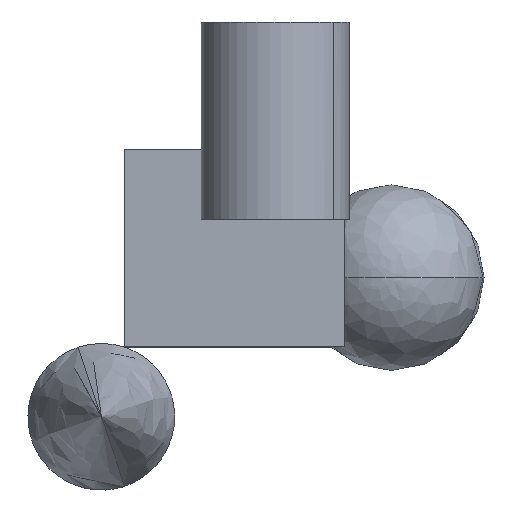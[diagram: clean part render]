
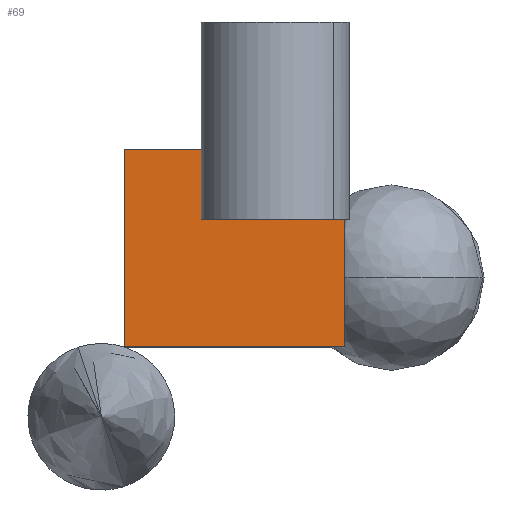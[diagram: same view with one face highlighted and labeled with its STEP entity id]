
A CAD part, top view. The second image highlights one B-rep face of the part: STEP entity #69.
In plain terms, the highlighted free-form (B-spline) face has degree [1, 1] with [2, 2] control points.
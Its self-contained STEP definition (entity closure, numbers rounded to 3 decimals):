
#69=ADVANCED_FACE('',(#84),#389,.T.);
#84=FACE_OUTER_BOUND('',#99,.T.);
#99=EDGE_LOOP('',(#138,#139,#140,#141));
#138=ORIENTED_EDGE('',*,*,#308,.T.);
#139=ORIENTED_EDGE('',*,*,#301,.F.);
#140=ORIENTED_EDGE('',*,*,#309,.T.);
#141=ORIENTED_EDGE('',*,*,#306,.F.);
#193=PCURVE('',#386,#241);
#199=PCURVE('',#388,#247);
#202=PCURVE('',#389,#250);
#203=PCURVE('',#389,#251);
#204=PCURVE('',#389,#252);
#205=PCURVE('',#389,#253);
#206=PCURVE('',#390,#254);
#213=PCURVE('',#391,#261);
#241=DEFINITIONAL_REPRESENTATION('',(#337),#754);
#247=DEFINITIONAL_REPRESENTATION('',(#348),#754);
#250=DEFINITIONAL_REPRESENTATION('',(#353),#754);
#251=DEFINITIONAL_REPRESENTATION('',(#354),#754);
#252=DEFINITIONAL_REPRESENTATION('',(#356),#754);
#253=DEFINITIONAL_REPRESENTATION('',(#357),#754);
#254=DEFINITIONAL_REPRESENTATION('',(#358),#754);
#261=DEFINITIONAL_REPRESENTATION('',(#365),#754);
#277=SURFACE_CURVE('',#336,(#193,#203),.PCURVE_S1.);
#282=SURFACE_CURVE('',#347,(#199,#205),.PCURVE_S1.);
#284=SURFACE_CURVE('',#352,(#202,#206),.PCURVE_S1.);
#285=SURFACE_CURVE('',#355,(#204,#213),.PCURVE_S1.);
#301=EDGE_CURVE('',#378,#375,#277,.T.);
#306=EDGE_CURVE('',#381,#382,#282,.T.);
#308=EDGE_CURVE('',#381,#375,#284,.T.);
#309=EDGE_CURVE('',#378,#382,#285,.T.);
#336=B_SPLINE_CURVE_WITH_KNOTS('',1,(#693,#694),.UNSPECIFIED.,.F.,.F.,(2,
2),(-17.,0.),.UNSPECIFIED.);
#337=B_SPLINE_CURVE_WITH_KNOTS('',1,(#695,#696),.UNSPECIFIED.,.F.,.F.,(2,
2),(-17.,0.),.UNSPECIFIED.);
#347=B_SPLINE_CURVE_WITH_KNOTS('',1,(#715,#716),.UNSPECIFIED.,.F.,.F.,(2,
2),(0.,17.),.UNSPECIFIED.);
#348=B_SPLINE_CURVE_WITH_KNOTS('',1,(#717,#718),.UNSPECIFIED.,.F.,.F.,(2,
2),(0.,17.),.UNSPECIFIED.);
#352=B_SPLINE_CURVE_WITH_KNOTS('',1,(#725,#726),.UNSPECIFIED.,.F.,.F.,(2,
2),(39.,58.),.UNSPECIFIED.);
#353=B_SPLINE_CURVE_WITH_KNOTS('',1,(#727,#728),.UNSPECIFIED.,.F.,.F.,(2,
2),(39.,58.),.UNSPECIFIED.);
#354=B_SPLINE_CURVE_WITH_KNOTS('',1,(#729,#730),.UNSPECIFIED.,.F.,.F.,(2,
2),(-17.,0.),.UNSPECIFIED.);
#355=B_SPLINE_CURVE_WITH_KNOTS('',1,(#731,#732),.UNSPECIFIED.,.F.,.F.,(2,
2),(-58.,-39.),.UNSPECIFIED.);
#356=B_SPLINE_CURVE_WITH_KNOTS('',1,(#733,#734),.UNSPECIFIED.,.F.,.F.,(2,
2),(-58.,-39.),.UNSPECIFIED.);
#357=B_SPLINE_CURVE_WITH_KNOTS('',1,(#735,#736),.UNSPECIFIED.,.F.,.F.,(2,
2),(0.,17.),.UNSPECIFIED.);
#358=B_SPLINE_CURVE_WITH_KNOTS('',1,(#737,#738),.UNSPECIFIED.,.F.,.F.,(2,
2),(39.,58.),.UNSPECIFIED.);
#365=B_SPLINE_CURVE_WITH_KNOTS('',1,(#751,#752),.UNSPECIFIED.,.F.,.F.,(2,
2),(-58.,-39.),.UNSPECIFIED.);
#375=VERTEX_POINT('',#673);
#378=VERTEX_POINT('',#676);
#381=VERTEX_POINT('',#679);
#382=VERTEX_POINT('',#680);
#386=B_SPLINE_SURFACE_WITH_KNOTS('',1,1,((#649,#650),(#651,#652)),
 .UNSPECIFIED.,.F.,.F.,.F.,(2,2),(2,2),(0.,10.),(0.,17.),.UNSPECIFIED.);
#388=B_SPLINE_SURFACE_WITH_KNOTS('',1,1,((#657,#658),(#659,#660)),
 .UNSPECIFIED.,.F.,.F.,.F.,(2,2),(2,2),(29.,39.),(0.,17.),.UNSPECIFIED.);
#389=B_SPLINE_SURFACE_WITH_KNOTS('',1,1,((#661,#662),(#663,#664)),
 .UNSPECIFIED.,.F.,.F.,.F.,(2,2),(2,2),(39.,58.),(0.,17.),.UNSPECIFIED.);
#390=B_SPLINE_SURFACE_WITH_KNOTS('',1,1,((#665,#666),(#667,#668)),
 .UNSPECIFIED.,.F.,.F.,.F.,(2,2),(2,2),(0.,19.),(0.,10.),.UNSPECIFIED.);
#391=B_SPLINE_SURFACE_WITH_KNOTS('',1,1,((#669,#670),(#671,#672)),
 .UNSPECIFIED.,.F.,.F.,.F.,(2,2),(2,2),(0.,10.),(0.,19.),.UNSPECIFIED.);
#649=CARTESIAN_POINT('',(-14.,6.,10.));
#650=CARTESIAN_POINT('',(-14.,-11.,10.));
#651=CARTESIAN_POINT('',(-14.,6.,0.));
#652=CARTESIAN_POINT('',(-14.,-11.,0.));
#657=CARTESIAN_POINT('',(5.,6.,0.));
#658=CARTESIAN_POINT('',(5.,-11.,0.));
#659=CARTESIAN_POINT('',(5.,6.,10.));
#660=CARTESIAN_POINT('',(5.,-11.,10.));
#661=CARTESIAN_POINT('',(5.,6.,10.));
#662=CARTESIAN_POINT('',(5.,-11.,10.));
#663=CARTESIAN_POINT('',(-14.,6.,10.));
#664=CARTESIAN_POINT('',(-14.,-11.,10.));
#665=CARTESIAN_POINT('',(-14.,6.,10.));
#666=CARTESIAN_POINT('',(-14.,6.,0.));
#667=CARTESIAN_POINT('',(5.,6.,10.));
#668=CARTESIAN_POINT('',(5.,6.,0.));
#669=CARTESIAN_POINT('',(-14.,-11.,10.));
#670=CARTESIAN_POINT('',(5.,-11.,10.));
#671=CARTESIAN_POINT('',(-14.,-11.,0.));
#672=CARTESIAN_POINT('',(5.,-11.,0.));
#673=CARTESIAN_POINT('',(-14.,6.,10.));
#676=CARTESIAN_POINT('',(-14.,-11.,10.));
#679=CARTESIAN_POINT('',(5.,6.,10.));
#680=CARTESIAN_POINT('',(5.,-11.,10.));
#693=CARTESIAN_POINT('',(-14.,-11.,10.));
#694=CARTESIAN_POINT('',(-14.,6.,10.));
#695=CARTESIAN_POINT('',(0.,17.));
#696=CARTESIAN_POINT('',(0.,0.));
#715=CARTESIAN_POINT('',(5.,6.,10.));
#716=CARTESIAN_POINT('',(5.,-11.,10.));
#717=CARTESIAN_POINT('',(39.,0.));
#718=CARTESIAN_POINT('',(39.,17.));
#725=CARTESIAN_POINT('',(5.,6.,10.));
#726=CARTESIAN_POINT('',(-14.,6.,10.));
#727=CARTESIAN_POINT('',(39.,0.));
#728=CARTESIAN_POINT('',(58.,0.));
#729=CARTESIAN_POINT('',(58.,17.));
#730=CARTESIAN_POINT('',(58.,0.));
#731=CARTESIAN_POINT('',(-14.,-11.,10.));
#732=CARTESIAN_POINT('',(5.,-11.,10.));
#733=CARTESIAN_POINT('',(58.,17.));
#734=CARTESIAN_POINT('',(39.,17.));
#735=CARTESIAN_POINT('',(39.,0.));
#736=CARTESIAN_POINT('',(39.,17.));
#737=CARTESIAN_POINT('',(19.,0.));
#738=CARTESIAN_POINT('',(0.,0.));
#751=CARTESIAN_POINT('',(0.,0.));
#752=CARTESIAN_POINT('',(0.,19.));
#754=(
GEOMETRIC_REPRESENTATION_CONTEXT(2)
PARAMETRIC_REPRESENTATION_CONTEXT()
REPRESENTATION_CONTEXT('pspace','')
);
